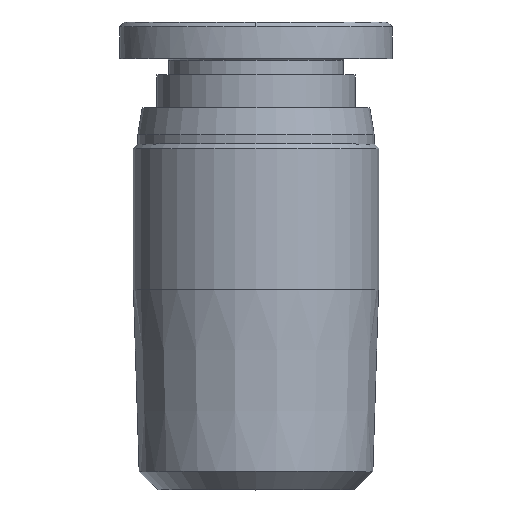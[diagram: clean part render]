
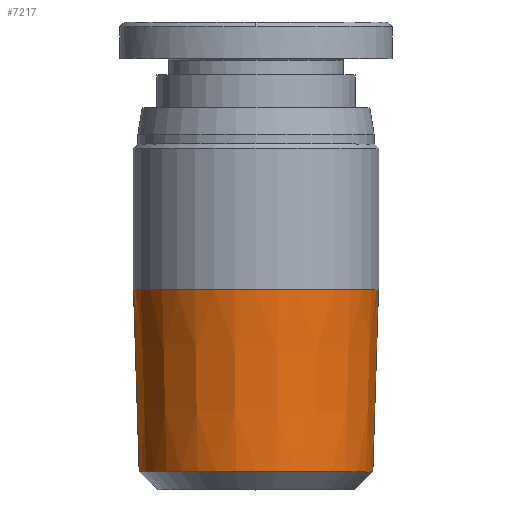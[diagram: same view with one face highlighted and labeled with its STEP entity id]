
A CAD part, top view. The second image highlights one B-rep face of the part: STEP entity #7217.
In plain terms, the highlighted conical face has half-angle 1.791 degrees and reference radius 6.734 mm.
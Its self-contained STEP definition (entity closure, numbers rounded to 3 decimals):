
#423 = VERTEX_POINT ( 'NONE', #5806 ) ;
#600 = DIRECTION ( 'NONE',  ( 0., 1., 0. ) ) ;
#1167 = ORIENTED_EDGE ( 'NONE', *, *, #1640, .T. ) ;
#1437 = CARTESIAN_POINT ( 'NONE',  ( 0., -17.5, 6.422 ) ) ;
#1640 = EDGE_CURVE ( 'NONE', #6414, #2858, #11268, .T. ) ;
#2376 = LINE ( 'NONE', #9613, #7870 ) ;
#2605 = AXIS2_PLACEMENT_3D ( 'NONE', #9501, #600, #3889 ) ;
#2858 = VERTEX_POINT ( 'NONE', #11146 ) ;
#2876 = CONICAL_SURFACE ( 'NONE', #2605, 6.734, 0.031 ) ;
#2991 = VERTEX_POINT ( 'NONE', #1437 ) ;
#3800 = CARTESIAN_POINT ( 'NONE',  ( 0., -7.5, 0. ) ) ;
#3889 = DIRECTION ( 'NONE',  ( 0., 0., 1. ) ) ;
#3915 = FACE_OUTER_BOUND ( 'NONE', #5475, .T. ) ;
#3917 = AXIS2_PLACEMENT_3D ( 'NONE', #7556, #4301, #9725 ) ;
#3993 = ORIENTED_EDGE ( 'NONE', *, *, #11922, .T. ) ;
#4301 = DIRECTION ( 'NONE',  ( 0., -1., 0. ) ) ;
#5475 = EDGE_LOOP ( 'NONE', ( #14221, #3993, #1167, #12858 ) ) ;
#5806 = CARTESIAN_POINT ( 'NONE',  ( 0., -17.5, -6.422 ) ) ;
#6063 = CARTESIAN_POINT ( 'NONE',  ( 0., -7.5, -6.734 ) ) ;
#6414 = VERTEX_POINT ( 'NONE', #9385 ) ;
#7217 = ADVANCED_FACE ( 'NONE', ( #3915 ), #2876, .T. ) ;
#7556 = CARTESIAN_POINT ( 'NONE',  ( 0., -17.5, 0. ) ) ;
#7870 = VECTOR ( 'NONE', #8466, 1000. ) ;
#8184 = DIRECTION ( 'NONE',  ( 0., 1., -0.031 ) ) ;
#8265 = DIRECTION ( 'NONE',  ( 0., 0., 1. ) ) ;
#8466 = DIRECTION ( 'NONE',  ( 0., 1., 0.031 ) ) ;
#8929 = EDGE_CURVE ( 'NONE', #423, #2991, #13189, .T. ) ;
#9385 = CARTESIAN_POINT ( 'NONE',  ( 0., -7.5, -6.734 ) ) ;
#9501 = CARTESIAN_POINT ( 'NONE',  ( 0., -7.5, 0. ) ) ;
#9613 = CARTESIAN_POINT ( 'NONE',  ( 0., -7.5, 6.734 ) ) ;
#9725 = DIRECTION ( 'NONE',  ( 1., 0., 0. ) ) ;
#10206 = AXIS2_PLACEMENT_3D ( 'NONE', #3800, #11660, #8265 ) ;
#11146 = CARTESIAN_POINT ( 'NONE',  ( 0., -7.5, 6.734 ) ) ;
#11268 = CIRCLE ( 'NONE', #10206, 6.734 ) ;
#11660 = DIRECTION ( 'NONE',  ( 0., -1., 0. ) ) ;
#11922 = EDGE_CURVE ( 'NONE', #423, #6414, #13078, .T. ) ;
#11989 = EDGE_CURVE ( 'NONE', #2991, #2858, #2376, .T. ) ;
#12858 = ORIENTED_EDGE ( 'NONE', *, *, #11989, .F. ) ;
#13078 = LINE ( 'NONE', #6063, #13261 ) ;
#13189 = CIRCLE ( 'NONE', #3917, 6.422 ) ;
#13261 = VECTOR ( 'NONE', #8184, 1000. ) ;
#14221 = ORIENTED_EDGE ( 'NONE', *, *, #8929, .F. ) ;
